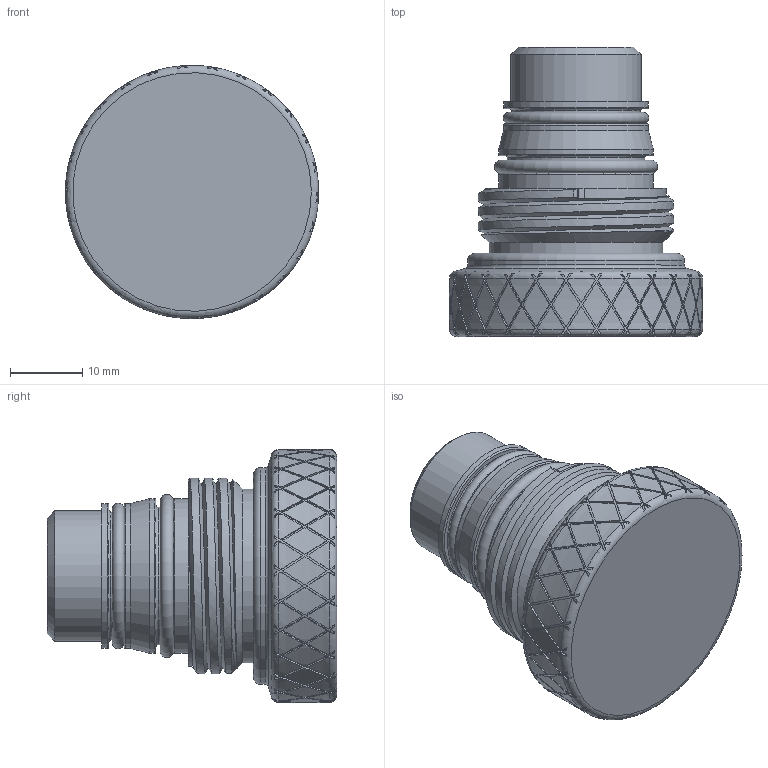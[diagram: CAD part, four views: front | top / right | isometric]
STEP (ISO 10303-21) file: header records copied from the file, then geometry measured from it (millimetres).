
FILE_DESCRIPTION(/* description */ (''),/* implementation_level */ '2;1');
FILE_NAME(/* name */ 'OptoLink FO Pressure Cap Male.stp',/* time_stamp */ '2015-12-10T14:46:37+01:00',/* author */ ('sh'),/* organization */ (''),/* preprocessor_version */ 'ST-DEVELOPER v15.2',/* originating_system */ 'Autodesk Inventor 2014',/* authorisation */ '');
FILE_SCHEMA (('AUTOMOTIVE_DESIGN { 1 0 10303 214 3 1 1 }'));
Length unit declared in the file: millimetre
Products named in the file (1): OptoLink FO Pressure Cap Male
Bounding box: 35 x 40 x 35 mm (x, y, z)
Volume: 0 mm3; surface area: 7023.8 mm2
Topology: 1 solids, 5 shells, 629 faces, 1753 edges, 1161 vertices
Faces by surface type: plane 482, cylinder 120, torus 18, bspline 5, cone 4
Full cylindrical faces by diameter (mm): 13.5 x1, 17.8 x1, 18 x1, 19 x2, 20 x2, 21.4 x2, 24 x1, 30 x1, 34.4 x1
Entity records: 22633 total; most frequent: CARTESIAN_POINT 5506, DIRECTION 3770, ORIENTED_EDGE 3410, EDGE_CURVE 1702, AXIS2_PLACEMENT_3D 1674, VERTEX_POINT 1147, ELLIPSE 780, EDGE_LOOP 693
